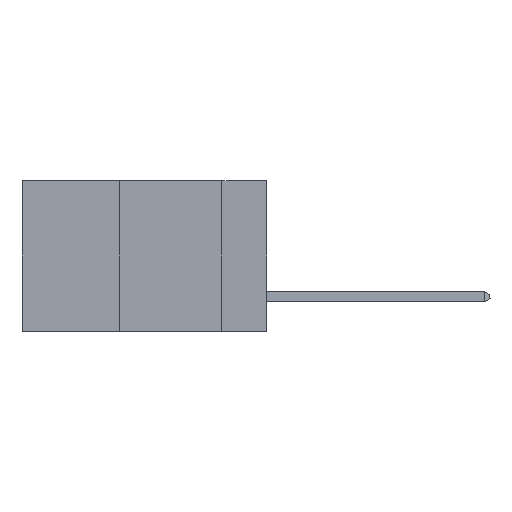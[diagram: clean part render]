
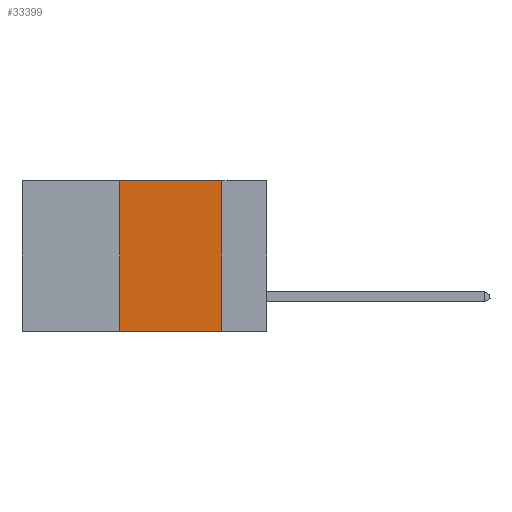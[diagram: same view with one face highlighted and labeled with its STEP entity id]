
A CAD part, left-side view. The second image highlights one B-rep face of the part: STEP entity #33399.
In plain terms, the highlighted planar face has unit normal (-1, 0, 0).
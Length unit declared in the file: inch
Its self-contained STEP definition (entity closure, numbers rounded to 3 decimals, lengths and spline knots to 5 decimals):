
#325 = LINE ( 'NONE', #8125, #13106 ) ;
#787 = CARTESIAN_POINT ( 'NONE',  ( 0., 0.6, 0. ) ) ;
#2344 = VERTEX_POINT ( 'NONE', #43536 ) ;
#3747 = EDGE_CURVE ( 'NONE', #34832, #2344, #42670, .T. ) ;
#6696 = DIRECTION ( 'NONE',  ( 0., 0., 1. ) ) ;
#7522 = VECTOR ( 'NONE', #23405, 39.37008 ) ;
#7636 = CARTESIAN_POINT ( 'NONE',  ( 0., 0.36, 0. ) ) ;
#7908 = ORIENTED_EDGE ( 'NONE', *, *, #17927, .F. ) ;
#8125 = CARTESIAN_POINT ( 'NONE',  ( 0., 0.11, 0. ) ) ;
#13106 = VECTOR ( 'NONE', #43451, 39.37008 ) ;
#14238 = PLANE ( 'NONE',  #36863 ) ;
#15310 = CARTESIAN_POINT ( 'NONE',  ( 0., 0.36, -0.37 ) ) ;
#16157 = DIRECTION ( 'NONE',  ( 0., -1., 0. ) ) ;
#17143 = FACE_OUTER_BOUND ( 'NONE', #21367, .T. ) ;
#17386 = ORIENTED_EDGE ( 'NONE', *, *, #3747, .T. ) ;
#17683 = VECTOR ( 'NONE', #16157, 39.37008 ) ;
#17927 = EDGE_CURVE ( 'NONE', #31706, #37459, #18002, .T. ) ;
#18002 = LINE ( 'NONE', #23248, #7522 ) ;
#18089 = CARTESIAN_POINT ( 'NONE',  ( 0., 0.11, 0. ) ) ;
#18584 = DIRECTION ( 'NONE',  ( 1., 0., 0. ) ) ;
#21367 = EDGE_LOOP ( 'NONE', ( #39582, #7908, #31373, #17386 ) ) ;
#23248 = CARTESIAN_POINT ( 'NONE',  ( 0., 0.6, 0. ) ) ;
#23405 = DIRECTION ( 'NONE',  ( 0., -1., 0. ) ) ;
#26264 = EDGE_CURVE ( 'NONE', #34832, #31706, #41997, .T. ) ;
#26896 = CARTESIAN_POINT ( 'NONE',  ( 0., 0.6, -0.37 ) ) ;
#31373 = ORIENTED_EDGE ( 'NONE', *, *, #26264, .F. ) ;
#31706 = VERTEX_POINT ( 'NONE', #7636 ) ;
#33399 = ADVANCED_FACE ( 'NONE', ( #17143 ), #14238, .F. ) ;
#34832 = VERTEX_POINT ( 'NONE', #15310 ) ;
#35065 = EDGE_CURVE ( 'NONE', #37459, #2344, #325, .T. ) ;
#36863 = AXIS2_PLACEMENT_3D ( 'NONE', #787, #18584, #43571 ) ;
#37459 = VERTEX_POINT ( 'NONE', #18089 ) ;
#37606 = VECTOR ( 'NONE', #6696, 39.37008 ) ;
#39582 = ORIENTED_EDGE ( 'NONE', *, *, #35065, .F. ) ;
#41997 = LINE ( 'NONE', #42023, #37606 ) ;
#42023 = CARTESIAN_POINT ( 'NONE',  ( 0., 0.36, 0. ) ) ;
#42670 = LINE ( 'NONE', #26896, #17683 ) ;
#43451 = DIRECTION ( 'NONE',  ( 0., 0., -1. ) ) ;
#43536 = CARTESIAN_POINT ( 'NONE',  ( 0., 0.11, -0.37 ) ) ;
#43571 = DIRECTION ( 'NONE',  ( 0., 0., -1. ) ) ;
